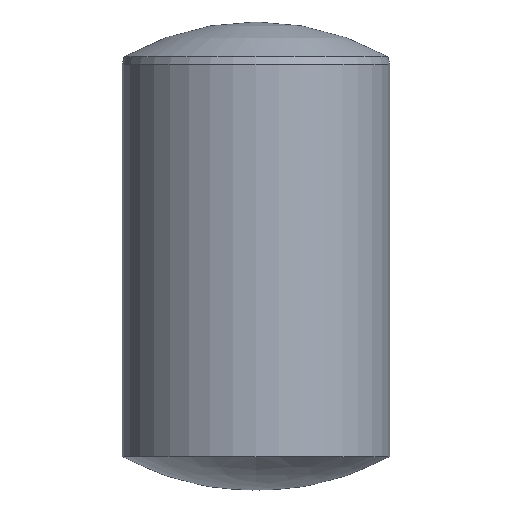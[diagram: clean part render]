
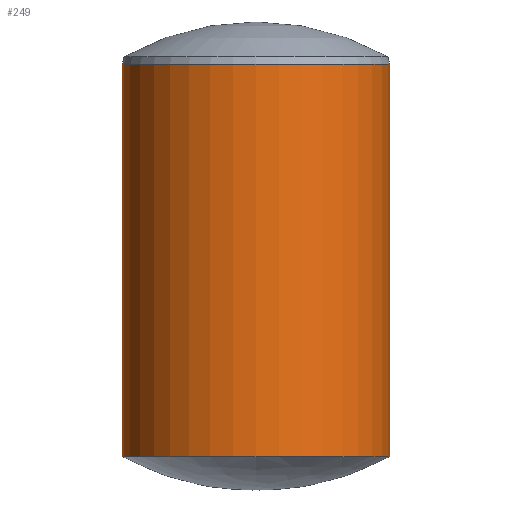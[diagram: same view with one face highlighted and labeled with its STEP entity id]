
A CAD part, left-side view. The second image highlights one B-rep face of the part: STEP entity #249.
In plain terms, the highlighted cylindrical face has radius 2 mm (diameter 4 mm), a partial arc.
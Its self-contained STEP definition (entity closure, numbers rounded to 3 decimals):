
#43=CARTESIAN_POINT('',(0.,0.,2.87));
#44=DIRECTION('',(0.,0.,-1.));
#45=DIRECTION('',(0.,-1.,0.));
#46=AXIS2_PLACEMENT_3D('',#43,#44,#45);
#106=DIRECTION('',(0.,0.,1.));
#107=VECTOR('',#106,5.87);
#108=CARTESIAN_POINT('',(0.,-2.,-3.));
#109=LINE('',#108,#107);
#113=DIRECTION('',(0.,0.,1.));
#114=VECTOR('',#113,5.87);
#115=CARTESIAN_POINT('',(0.,2.,-3.));
#116=LINE('',#115,#114);
#128=CARTESIAN_POINT('',(0.,0.,-3.));
#129=DIRECTION('',(0.,0.,-1.));
#130=DIRECTION('',(0.,-1.,0.));
#131=AXIS2_PLACEMENT_3D('',#128,#129,#130);
#152=CARTESIAN_POINT('',(0.,-2.,2.87));
#154=VERTEX_POINT('',#152);
#159=CARTESIAN_POINT('',(0.,-2.,-3.));
#161=VERTEX_POINT('',#159);
#162=CARTESIAN_POINT('',(0.,2.,2.87));
#164=VERTEX_POINT('',#162);
#166=CARTESIAN_POINT('',(0.,2.,-3.));
#167=VERTEX_POINT('',#166);
#237=CARTESIAN_POINT('',(0.,0.,3.85));
#238=DIRECTION('',(0.,0.,-1.));
#239=DIRECTION('',(0.,1.,0.));
#240=AXIS2_PLACEMENT_3D('',#237,#238,#239);
#241=CYLINDRICAL_SURFACE('',#240,2.);
#242=ORIENTED_EDGE('',*,*,#227,.F.);
#244=ORIENTED_EDGE('',*,*,#243,.T.);
#245=ORIENTED_EDGE('',*,*,#230,.T.);
#246=ORIENTED_EDGE('',*,*,#175,.F.);
#247=EDGE_LOOP('',(#242,#244,#245,#246));
#248=FACE_OUTER_BOUND('',#247,.F.);
#47=CIRCLE('',#46,2.);
#132=CIRCLE('',#131,2.);
#175=EDGE_CURVE('',#154,#164,#47,.T.);
#227=EDGE_CURVE('',#161,#154,#109,.T.);
#230=EDGE_CURVE('',#167,#164,#116,.T.);
#243=EDGE_CURVE('',#161,#167,#132,.T.);
#249=ADVANCED_FACE('',(#248),#241,.T.);
